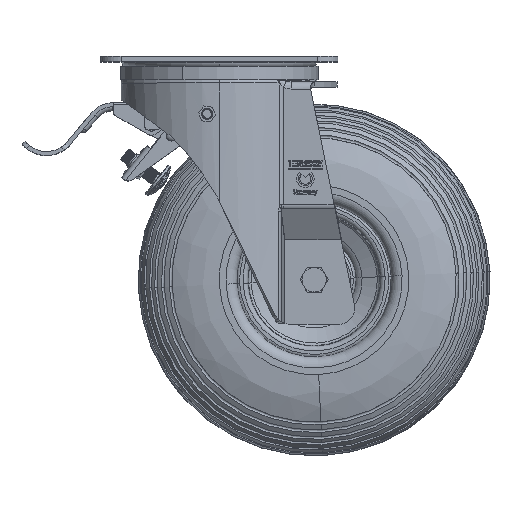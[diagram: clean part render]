
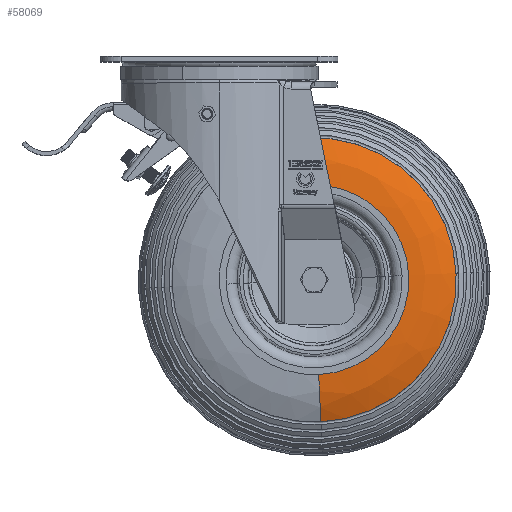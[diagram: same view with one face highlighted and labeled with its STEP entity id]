
A CAD part, top view. The second image highlights one B-rep face of the part: STEP entity #58069.
In plain terms, the highlighted free-form (B-spline) face has degree [3, 3] with [4, 4] control points.
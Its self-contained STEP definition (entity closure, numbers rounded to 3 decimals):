
#2568 =( BOUNDED_CURVE ( )  B_SPLINE_CURVE ( 3, ( #17520, #18964, #17964, #17419 ),
 .UNSPECIFIED., .F., .T. ) 
 B_SPLINE_CURVE_WITH_KNOTS ( ( 4, 4 ),
 ( 1.571, 2.192 ),
 .UNSPECIFIED. ) 
 CURVE ( )  GEOMETRIC_REPRESENTATION_ITEM ( )  RATIONAL_B_SPLINE_CURVE ( ( 1., 0.968, 0.968, 1. ) ) 
 REPRESENTATION_ITEM ( '' )  );
#3329 = VERTEX_POINT ( 'NONE', #36345 ) ;
#5405 = CARTESIAN_POINT ( 'NONE',  ( 73.358, -234.919, 42.5 ) ) ;
#12158 = ORIENTED_EDGE ( 'NONE', *, *, #61211, .F. ) ;
#12414 = CIRCLE ( 'NONE', #77740, 70. ) ;
#12659 = CARTESIAN_POINT ( 'NONE',  ( 66.641, -95.081, 42.5 ) ) ;
#12975 = CARTESIAN_POINT ( 'NONE',  ( 231.113, -74.532, 42.5 ) ) ;
#15287 = DIRECTION ( 'NONE',  ( 0., 0., -1. ) ) ;
#16475 = EDGE_CURVE ( 'NONE', #86329, #94662, #2568, .T. ) ;
#17419 = CARTESIAN_POINT ( 'NONE',  ( 75.034, -269.814, 34.553 ) ) ;
#17520 = CARTESIAN_POINT ( 'NONE',  ( 73.358, -234.919, 42.5 ) ) ;
#17756 = EDGE_CURVE ( 'NONE', #70075, #94662, #87872, .T. ) ;
#17964 = CARTESIAN_POINT ( 'NONE',  ( 74.541, -259.554, 39.764 ) ) ;
#18175 = FACE_OUTER_BOUND ( 'NONE', #74497, .T. ) ;
#18964 = CARTESIAN_POINT ( 'NONE',  ( 73.964, -247.539, 42.5 ) ) ;
#20476 = CARTESIAN_POINT ( 'NONE',  ( 73.964, -247.539, 42.5 ) ) ;
#22560 = CARTESIAN_POINT ( 'NONE',  ( 66.035, -82.461, 42.5 ) ) ;
#22926 = VERTEX_POINT ( 'NONE', #60941 ) ;
#27485 = CARTESIAN_POINT ( 'NONE',  ( 174.814, -159.966, 34.553 ) ) ;
#28028 = CARTESIAN_POINT ( 'NONE',  ( 254.567, -61.363, 39.764 ) ) ;
#30136 = ORIENTED_EDGE ( 'NONE', *, *, #78186, .F. ) ;
#30841 = DIRECTION ( 'NONE',  ( 0., 0., -1. ) ) ;
#34123 = ORIENTED_EDGE ( 'NONE', *, *, #17756, .F. ) ;
#35643 = CARTESIAN_POINT ( 'NONE',  ( 74.541, -259.554, 39.764 ) ) ;
#36345 = CARTESIAN_POINT ( 'NONE',  ( 66.641, -95.081, 42.5 ) ) ;
#37725 = CARTESIAN_POINT ( 'NONE',  ( 64.965, -60.186, 34.553 ) ) ;
#40519 = CIRCLE ( 'NONE', #63772, 104.935 ) ;
#41584 = ORIENTED_EDGE ( 'NONE', *, *, #16475, .T. ) ;
#43200 = CARTESIAN_POINT ( 'NONE',  ( 274.594, -50.117, 34.553 ) ) ;
#45073 =( BOUNDED_SURFACE ( )  B_SPLINE_SURFACE ( 3, 3, ( 
 ( #12659, #95474, #50467, #5405 ),
 ( #58048, #12975, #65679, #20476 ),
 ( #73225, #28028, #80795, #35643 ),
 ( #88324, #43200, #95791, #50778 ) ),
 .UNSPECIFIED., .F., .F., .F. ) 
 B_SPLINE_SURFACE_WITH_KNOTS ( ( 4, 4 ),
 ( 4, 4 ),
 ( 0., 1. ),
 ( 0., 1. ),
 .UNSPECIFIED. ) 
 GEOMETRIC_REPRESENTATION_ITEM ( )  RATIONAL_B_SPLINE_SURFACE ( (
 ( 1., 0.333, 0.333, 1.),
 ( 0.968, 0.323, 0.323, 0.968),
 ( 0.968, 0.323, 0.323, 0.968),
 ( 1., 0.333, 0.333, 1.) ) ) 
 REPRESENTATION_ITEM ( '' )  SURFACE ( )  );
#50256 =( BOUNDED_CURVE ( )  B_SPLINE_CURVE ( 3, ( #75280, #22560, #82853, #37725 ),
 .UNSPECIFIED., .F., .F. ) 
 B_SPLINE_CURVE_WITH_KNOTS ( ( 4, 4 ),
 ( 1.571, 2.192 ),
 .UNSPECIFIED. ) 
 CURVE ( )  GEOMETRIC_REPRESENTATION_ITEM ( )  RATIONAL_B_SPLINE_CURVE ( ( 1., 0.968, 0.968, 1. ) ) 
 REPRESENTATION_ITEM ( '' )  );
#50467 = CARTESIAN_POINT ( 'NONE',  ( 213.197, -228.203, 42.5 ) ) ;
#50778 = CARTESIAN_POINT ( 'NONE',  ( 75.034, -269.814, 34.553 ) ) ;
#57300 = CARTESIAN_POINT ( 'NONE',  ( 73.358, -234.919, 42.5 ) ) ;
#58048 = CARTESIAN_POINT ( 'NONE',  ( 66.035, -82.461, 42.5 ) ) ;
#58069 = ADVANCED_FACE ( 'NONE', ( #18175 ), #45073, .F. ) ;
#60384 = CARTESIAN_POINT ( 'NONE',  ( 70., -165., 34.553 ) ) ;
#60941 = CARTESIAN_POINT ( 'NONE',  ( 64.965, -60.186, 34.553 ) ) ;
#61211 = EDGE_CURVE ( 'NONE', #22926, #70075, #40519, .T. ) ;
#63772 = AXIS2_PLACEMENT_3D ( 'NONE', #60384, #15287, #68005 ) ;
#64743 = ORIENTED_EDGE ( 'NONE', *, *, #68039, .T. ) ;
#65679 = CARTESIAN_POINT ( 'NONE',  ( 239.042, -239.61, 42.5 ) ) ;
#66623 = AXIS2_PLACEMENT_3D ( 'NONE', #76384, #76277, #76167 ) ;
#68005 = DIRECTION ( 'NONE',  ( 0.999, 0.048, 0. ) ) ;
#68039 = EDGE_CURVE ( 'NONE', #3329, #86329, #12414, .T. ) ;
#70075 = VERTEX_POINT ( 'NONE', #27485 ) ;
#73225 = CARTESIAN_POINT ( 'NONE',  ( 65.458, -70.446, 39.764 ) ) ;
#74497 = EDGE_LOOP ( 'NONE', ( #30136, #64743, #41584, #34123, #12158 ) ) ;
#75280 = CARTESIAN_POINT ( 'NONE',  ( 66.641, -95.081, 42.5 ) ) ;
#76006 = CARTESIAN_POINT ( 'NONE',  ( 70., -165., 42.5 ) ) ;
#76167 = DIRECTION ( 'NONE',  ( 0.999, 0.048, 0. ) ) ;
#76277 = DIRECTION ( 'NONE',  ( 0., 0., -1. ) ) ;
#76384 = CARTESIAN_POINT ( 'NONE',  ( 70., -165., 34.553 ) ) ;
#77740 = AXIS2_PLACEMENT_3D ( 'NONE', #76006, #30841, #83551 ) ;
#78186 = EDGE_CURVE ( 'NONE', #3329, #22926, #50256, .T. ) ;
#80795 = CARTESIAN_POINT ( 'NONE',  ( 263.65, -250.471, 39.764 ) ) ;
#82853 = CARTESIAN_POINT ( 'NONE',  ( 65.458, -70.446, 39.764 ) ) ;
#83551 = DIRECTION ( 'NONE',  ( 0.999, 0.048, 0. ) ) ;
#86329 = VERTEX_POINT ( 'NONE', #57300 ) ;
#87872 = CIRCLE ( 'NONE', #66623, 104.935 ) ;
#88324 = CARTESIAN_POINT ( 'NONE',  ( 64.965, -60.186, 34.553 ) ) ;
#94662 = VERTEX_POINT ( 'NONE', #95977 ) ;
#95474 = CARTESIAN_POINT ( 'NONE',  ( 206.48, -88.364, 42.5 ) ) ;
#95791 = CARTESIAN_POINT ( 'NONE',  ( 284.662, -259.746, 34.553 ) ) ;
#95977 = CARTESIAN_POINT ( 'NONE',  ( 75.034, -269.814, 34.553 ) ) ;
